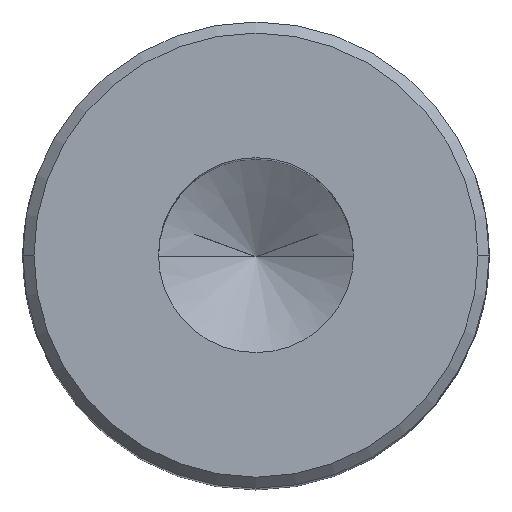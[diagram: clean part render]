
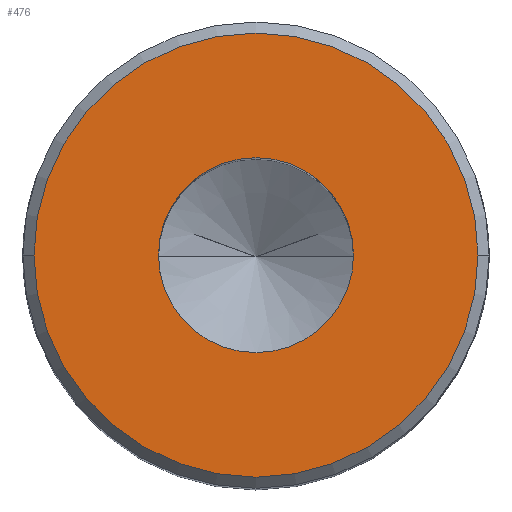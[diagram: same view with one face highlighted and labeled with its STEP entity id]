
A CAD part, top view. The second image highlights one B-rep face of the part: STEP entity #476.
In plain terms, the highlighted planar face has unit normal (0, 0, 1).
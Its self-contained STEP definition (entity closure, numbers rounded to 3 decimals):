
#18 = AXIS2_PLACEMENT_3D ( 'NONE', #296, #247, #473 ) ;
#20 = CARTESIAN_POINT ( 'NONE',  ( -10., 0., 45. ) ) ;
#33 = CIRCLE ( 'NONE', #458, 4.391 ) ;
#34 = DIRECTION ( 'NONE',  ( 1., 0., 0. ) ) ;
#37 = CARTESIAN_POINT ( 'NONE',  ( 10., 0., 45. ) ) ;
#56 = AXIS2_PLACEMENT_3D ( 'NONE', #500, #213, #666 ) ;
#120 = ORIENTED_EDGE ( 'NONE', *, *, #326, .F. ) ;
#126 = EDGE_CURVE ( 'NONE', #585, #331, #633, .T. ) ;
#128 = EDGE_LOOP ( 'NONE', ( #645, #238 ) ) ;
#158 = CARTESIAN_POINT ( 'NONE',  ( 0., 0., 45. ) ) ;
#168 = CARTESIAN_POINT ( 'NONE',  ( 4.391, 0., 45. ) ) ;
#211 = DIRECTION ( 'NONE',  ( 0., 0., 1. ) ) ;
#213 = DIRECTION ( 'NONE',  ( 0., 0., 1. ) ) ;
#238 = ORIENTED_EDGE ( 'NONE', *, *, #126, .T. ) ;
#247 = DIRECTION ( 'NONE',  ( 0., 0., 1. ) ) ;
#296 = CARTESIAN_POINT ( 'NONE',  ( 0., 0., 45. ) ) ;
#326 = EDGE_CURVE ( 'NONE', #416, #579, #33, .T. ) ;
#331 = VERTEX_POINT ( 'NONE', #20 ) ;
#416 = VERTEX_POINT ( 'NONE', #168 ) ;
#419 = AXIS2_PLACEMENT_3D ( 'NONE', #713, #211, #482 ) ;
#431 = AXIS2_PLACEMENT_3D ( 'NONE', #653, #704, #527 ) ;
#454 = EDGE_LOOP ( 'NONE', ( #120, #621 ) ) ;
#458 = AXIS2_PLACEMENT_3D ( 'NONE', #158, #555, #34 ) ;
#466 = FACE_OUTER_BOUND ( 'NONE', #128, .T. ) ;
#473 = DIRECTION ( 'NONE',  ( 1., 0., 0. ) ) ;
#475 = PLANE ( 'NONE',  #431 ) ;
#476 = ADVANCED_FACE ( 'NONE', ( #466, #643 ), #475, .T. ) ;
#482 = DIRECTION ( 'NONE',  ( 1., 0., 0. ) ) ;
#491 = CARTESIAN_POINT ( 'NONE',  ( -4.391, 0., 45. ) ) ;
#500 = CARTESIAN_POINT ( 'NONE',  ( 0., 0., 45. ) ) ;
#527 = DIRECTION ( 'NONE',  ( 1., 0., 0. ) ) ;
#536 = EDGE_CURVE ( 'NONE', #331, #585, #583, .T. ) ;
#548 = EDGE_CURVE ( 'NONE', #579, #416, #601, .T. ) ;
#555 = DIRECTION ( 'NONE',  ( 0., 0., 1. ) ) ;
#579 = VERTEX_POINT ( 'NONE', #491 ) ;
#583 = CIRCLE ( 'NONE', #18, 10. ) ;
#585 = VERTEX_POINT ( 'NONE', #37 ) ;
#601 = CIRCLE ( 'NONE', #419, 4.391 ) ;
#621 = ORIENTED_EDGE ( 'NONE', *, *, #548, .F. ) ;
#633 = CIRCLE ( 'NONE', #56, 10. ) ;
#643 = FACE_BOUND ( 'NONE', #454, .T. ) ;
#645 = ORIENTED_EDGE ( 'NONE', *, *, #536, .T. ) ;
#653 = CARTESIAN_POINT ( 'NONE',  ( 0., 0., 45. ) ) ;
#666 = DIRECTION ( 'NONE',  ( 1., 0., 0. ) ) ;
#704 = DIRECTION ( 'NONE',  ( 0., 0., 1. ) ) ;
#713 = CARTESIAN_POINT ( 'NONE',  ( 0., 0., 45. ) ) ;
